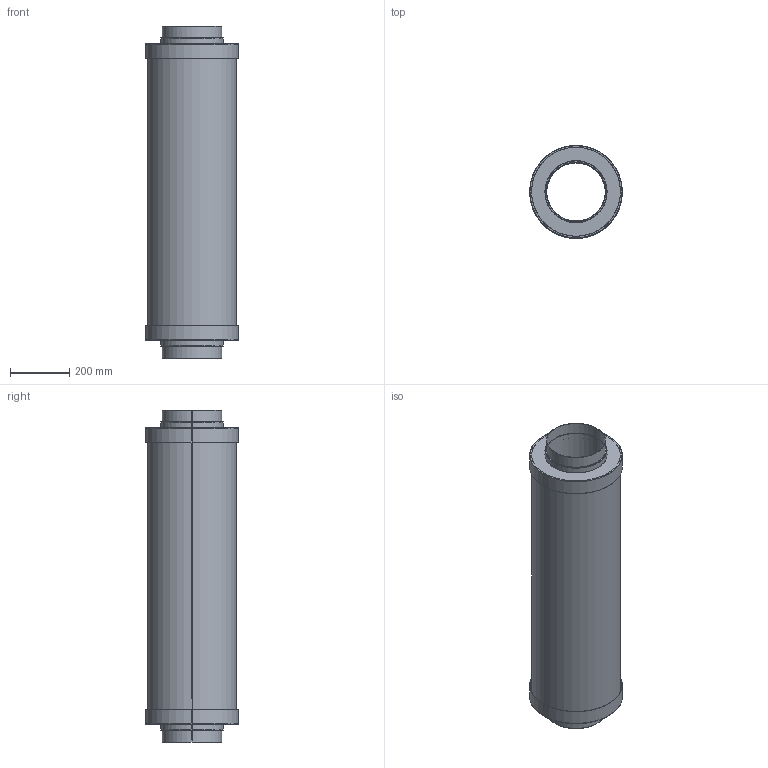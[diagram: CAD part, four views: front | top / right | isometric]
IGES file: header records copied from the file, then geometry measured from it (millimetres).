
Start section: SolidWorks IGES file using analytic representation for surfaces
Global section: file name: RSR 20-50.igs; native system: SolidWorks 2008; preprocessor: SolidWorks 2008; author: WS-KO; date: 090711.193146; units: millimetre
Bounding box: 312.5 x 312.5 x 1120 mm (x, y, z)
Surface area: 2228847.1 mm2 (no closed solid volume)
Topology: 0 solids, 0 shells, 48 faces, 2176 edges, 2176 vertices
Faces by surface type: revolution 32, bspline 16
